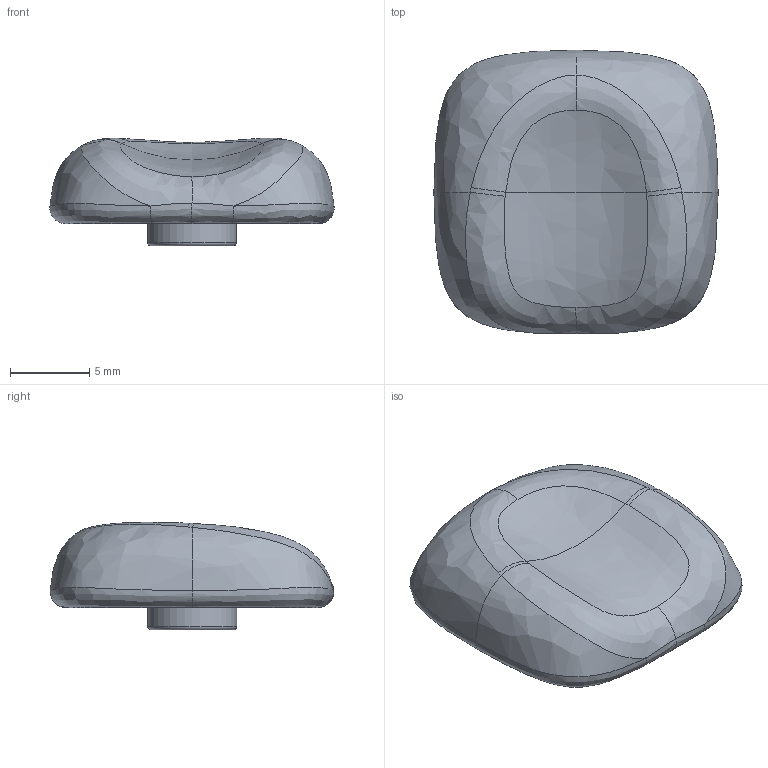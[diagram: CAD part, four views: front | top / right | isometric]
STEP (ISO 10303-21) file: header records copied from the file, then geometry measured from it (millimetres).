
FILE_DESCRIPTION(/* description */ (''),/* implementation_level */ '2;1');
FILE_NAME(/* name */ 'Thumb_Home.step',/* time_stamp */ '2024-10-08T19:47:20+05:00',/* author */ (''),/* organization */ (''),/* preprocessor_version */ 'ST-DEVELOPER v20',/* originating_system */ 'Autodesk Translation Framework v13.20.0.188',/* authorisation */ '');
FILE_SCHEMA (('AUTOMOTIVE_DESIGN { 1 0 10303 214 3 1 1 }'));
Length unit declared in the file: millimetre
Products named in the file (1): (Unsaved)
Bounding box: 17.92 x 17.89 x 6.78 mm (x, y, z)
Volume: 809.4 mm3; surface area: 944.5 mm2
Topology: 1 solids, 1 shells, 136 faces, 334 edges, 203 vertices
Faces by surface type: bspline 91, cylinder 26, plane 16, torus 3
Full cylindrical faces by diameter (mm): 5.6 x1
Entity records: 8182 total; most frequent: CARTESIAN_POINT 5337, ORIENTED_EDGE 668, DIRECTION 465, EDGE_CURVE 334, VERTEX_POINT 203, AXIS2_PLACEMENT_3D 202, CIRCLE 156, EDGE_LOOP 139
